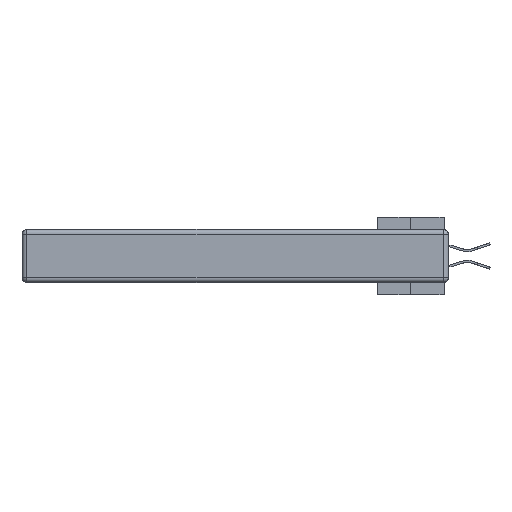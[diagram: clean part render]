
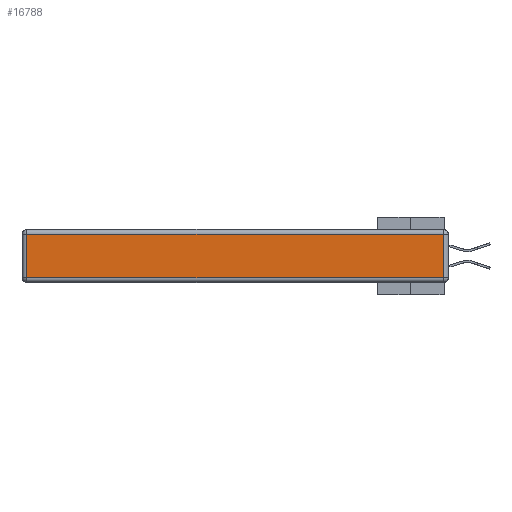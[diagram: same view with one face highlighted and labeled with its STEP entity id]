
A CAD part, left-side view. The second image highlights one B-rep face of the part: STEP entity #16788.
In plain terms, the highlighted planar face has unit normal (-1, 0, 0).
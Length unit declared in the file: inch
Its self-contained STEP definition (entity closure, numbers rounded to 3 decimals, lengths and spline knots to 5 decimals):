
#422 = DIRECTION ( 'NONE',  ( -1., 0., 0. ) ) ;
#4749 = DIRECTION ( 'NONE',  ( 0., -1., 0. ) ) ;
#5107 = VERTEX_POINT ( 'NONE', #25222 ) ;
#5764 = ORIENTED_EDGE ( 'NONE', *, *, #8176, .T. ) ;
#7194 = LINE ( 'NONE', #11394, #22120 ) ;
#8176 = EDGE_CURVE ( 'NONE', #24273, #29943, #16770, .T. ) ;
#9981 = FACE_OUTER_BOUND ( 'NONE', #25299, .T. ) ;
#11394 = CARTESIAN_POINT ( 'NONE',  ( 0., 0.03, -0.343 ) ) ;
#12724 = DIRECTION ( 'NONE',  ( 0., 1., 0. ) ) ;
#14534 = DIRECTION ( 'NONE',  ( 0., 0., 1. ) ) ;
#14541 = ORIENTED_EDGE ( 'NONE', *, *, #35558, .T. ) ;
#16564 = CARTESIAN_POINT ( 'NONE',  ( 0., 0.03, -0.03 ) ) ;
#16770 = LINE ( 'NONE', #18279, #34819 ) ;
#16788 = ADVANCED_FACE ( 'NONE', ( #9981 ), #20847, .T. ) ;
#18279 = CARTESIAN_POINT ( 'NONE',  ( 0., 2.75, -0.03 ) ) ;
#20847 = PLANE ( 'NONE',  #32630 ) ;
#21000 = CARTESIAN_POINT ( 'NONE',  ( 0., 2.72, -0.03 ) ) ;
#22120 = VECTOR ( 'NONE', #14534, 39.37008 ) ;
#24273 = VERTEX_POINT ( 'NONE', #16564 ) ;
#25222 = CARTESIAN_POINT ( 'NONE',  ( 0., 0.03, -0.313 ) ) ;
#25299 = EDGE_LOOP ( 'NONE', ( #28908, #14541, #5764, #33245 ) ) ;
#26020 = VERTEX_POINT ( 'NONE', #30430 ) ;
#26557 = VECTOR ( 'NONE', #4749, 39.37008 ) ;
#28336 = VECTOR ( 'NONE', #29573, 39.37008 ) ;
#28908 = ORIENTED_EDGE ( 'NONE', *, *, #32729, .T. ) ;
#29226 = LINE ( 'NONE', #35095, #28336 ) ;
#29280 = CARTESIAN_POINT ( 'NONE',  ( 0., 0., -0.343 ) ) ;
#29573 = DIRECTION ( 'NONE',  ( 0., 0., -1. ) ) ;
#29943 = VERTEX_POINT ( 'NONE', #21000 ) ;
#30430 = CARTESIAN_POINT ( 'NONE',  ( 0., 2.72, -0.313 ) ) ;
#31248 = DIRECTION ( 'NONE',  ( 0., 0., 1. ) ) ;
#31904 = LINE ( 'NONE', #31923, #26557 ) ;
#31923 = CARTESIAN_POINT ( 'NONE',  ( 0., 0., -0.313 ) ) ;
#32630 = AXIS2_PLACEMENT_3D ( 'NONE', #29280, #422, #31248 ) ;
#32729 = EDGE_CURVE ( 'NONE', #26020, #5107, #31904, .T. ) ;
#32824 = EDGE_CURVE ( 'NONE', #29943, #26020, #29226, .T. ) ;
#33245 = ORIENTED_EDGE ( 'NONE', *, *, #32824, .T. ) ;
#34819 = VECTOR ( 'NONE', #12724, 39.37008 ) ;
#35095 = CARTESIAN_POINT ( 'NONE',  ( 0., 2.72, -0.343 ) ) ;
#35558 = EDGE_CURVE ( 'NONE', #5107, #24273, #7194, .T. ) ;
